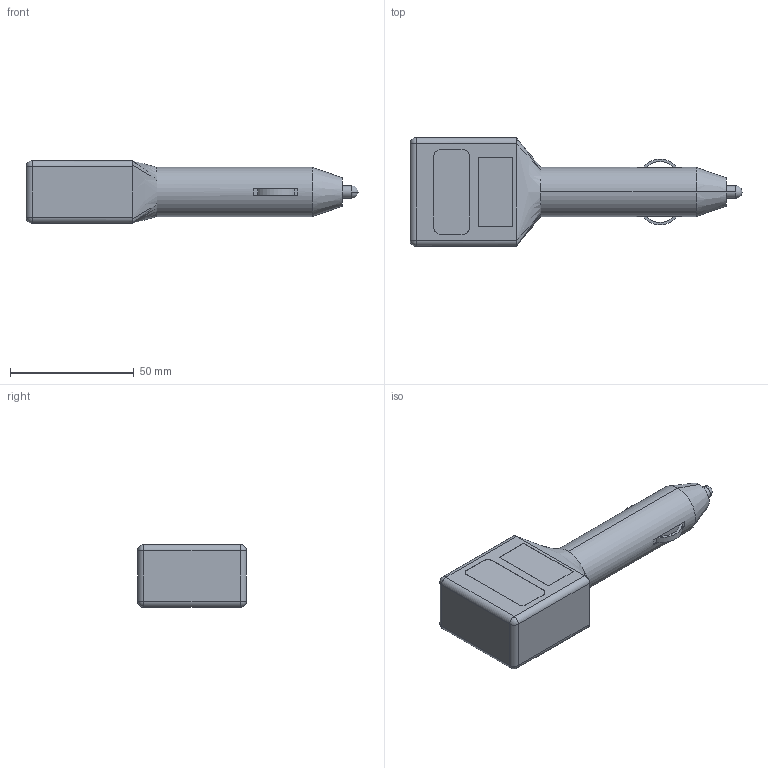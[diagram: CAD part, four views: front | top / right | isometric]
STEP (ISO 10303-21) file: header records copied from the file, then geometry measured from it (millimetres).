
FILE_DESCRIPTION (( 'STEP AP214' ), '1' );
FILE_NAME ('AP-125.STEP', '2019-11-25T22:24:44', ( '' ), ( '' ), 'SwSTEP 2.0', 'SolidWorks 2017', '' );
FILE_SCHEMA (( 'AUTOMOTIVE_DESIGN' ));
Length unit declared in the file: millimetre
Products named in the file (1): AP-125
Bounding box: 134.4 x 44 x 25.4 mm (x, y, z)
Volume: 76626.9 mm3; surface area: 13139.1 mm2
Topology: 4 solids, 4 shells, 71 faces, 170 edges, 101 vertices
Faces by surface type: plane 35, cylinder 20, bspline 8, sphere 6, cone 2
Entity records: 2317 total; most frequent: CARTESIAN_POINT 689, ORIENTED_EDGE 320, DIRECTION 318, EDGE_CURVE 160, AXIS2_PLACEMENT_3D 114, VERTEX_POINT 101, VECTOR 90, LINE 90
